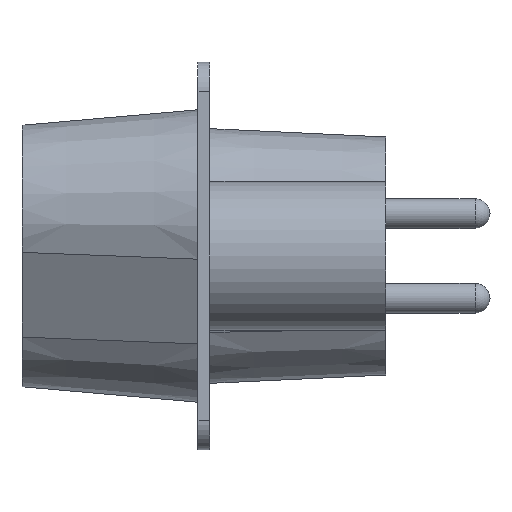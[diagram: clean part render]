
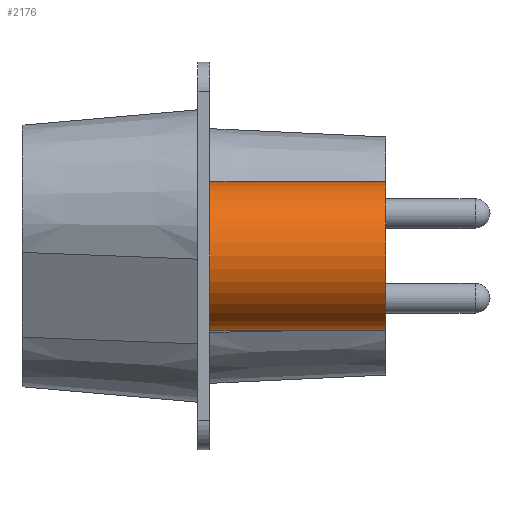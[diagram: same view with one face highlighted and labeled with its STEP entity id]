
A CAD part, left-side view. The second image highlights one B-rep face of the part: STEP entity #2176.
In plain terms, the highlighted cylindrical face has radius 2.5 mm (diameter 5 mm), a partial arc.
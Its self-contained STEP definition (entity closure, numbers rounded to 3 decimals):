
#86 = FACE_OUTER_BOUND ( 'NONE', #2194, .T. ) ;
#189 = DIRECTION ( 'NONE',  ( 0., 0., 1. ) ) ;
#190 = DIRECTION ( 'NONE',  ( 0., 1., 0. ) ) ;
#191 = CARTESIAN_POINT ( 'NONE',  ( -18.065, 0., -1.42 ) ) ;
#192 = AXIS2_PLACEMENT_3D ( 'NONE', #191, #190, #189 ) ;
#194 = DIRECTION ( 'NONE',  ( 0., 0., 1. ) ) ;
#195 = DIRECTION ( 'NONE',  ( 0., 1., 0. ) ) ;
#196 = AXIS2_PLACEMENT_3D ( 'NONE', #199, #195, #194 ) ;
#197 = CYLINDRICAL_SURFACE ( 'NONE', #196, 2.5 ) ;
#198 = CIRCLE ( 'NONE', #192, 2.5 ) ;
#199 = CARTESIAN_POINT ( 'NONE',  ( -18.065, 0., -1.42 ) ) ;
#447 = DIRECTION ( 'NONE',  ( 0., 0., 1. ) ) ;
#448 = DIRECTION ( 'NONE',  ( 0., 1., 0. ) ) ;
#449 = AXIS2_PLACEMENT_3D ( 'NONE', #456, #448, #447 ) ;
#450 = CIRCLE ( 'NONE', #449, 2.5 ) ;
#456 = CARTESIAN_POINT ( 'NONE',  ( -18.065, 5.9, -1.42 ) ) ;
#1242 = DIRECTION ( 'NONE',  ( 0., 1., 0. ) ) ;
#1243 = VECTOR ( 'NONE', #1242, 1000. ) ;
#1244 = CARTESIAN_POINT ( 'NONE',  ( -18.065, 0., 1.08 ) ) ;
#1245 = LINE ( 'NONE', #1244, #1243 ) ;
#1325 = CARTESIAN_POINT ( 'NONE',  ( -18.065, 0., 1.08 ) ) ;
#1925 = VERTEX_POINT ( 'NONE', #3906 ) ;
#1935 = VERTEX_POINT ( 'NONE', #3939 ) ;
#1971 = VERTEX_POINT ( 'NONE', #3851 ) ;
#1975 = EDGE_CURVE ( 'NONE', #1935, #1925, #4141, .T. ) ;
#2035 = EDGE_CURVE ( 'NONE', #2044, #1971, #1245, .T. ) ;
#2044 = VERTEX_POINT ( 'NONE', #1325 ) ;
#2176 = ADVANCED_FACE ( 'NONE', ( #86 ), #197, .T. ) ;
#2177 = ORIENTED_EDGE ( 'NONE', *, *, #1975, .F. ) ;
#2178 = ORIENTED_EDGE ( 'NONE', *, *, #2179, .T. ) ;
#2179 = EDGE_CURVE ( 'NONE', #1935, #2044, #198, .T. ) ;
#2180 = ORIENTED_EDGE ( 'NONE', *, *, #2035, .T. ) ;
#2181 = ORIENTED_EDGE ( 'NONE', *, *, #2268, .F. ) ;
#2194 = EDGE_LOOP ( 'NONE', ( #2177, #2178, #2180, #2181 ) ) ;
#2268 = EDGE_CURVE ( 'NONE', #1925, #1971, #450, .T. ) ;
#3851 = CARTESIAN_POINT ( 'NONE',  ( -18.065, 5.9, 1.08 ) ) ;
#3906 = CARTESIAN_POINT ( 'NONE',  ( -18.065, 5.9, -3.92 ) ) ;
#3939 = CARTESIAN_POINT ( 'NONE',  ( -18.065, 0., -3.92 ) ) ;
#4141 = LINE ( 'NONE', #4154, #4153 ) ;
#4152 = DIRECTION ( 'NONE',  ( 0., 1., 0. ) ) ;
#4153 = VECTOR ( 'NONE', #4152, 1000. ) ;
#4154 = CARTESIAN_POINT ( 'NONE',  ( -18.065, 0., -3.92 ) ) ;
